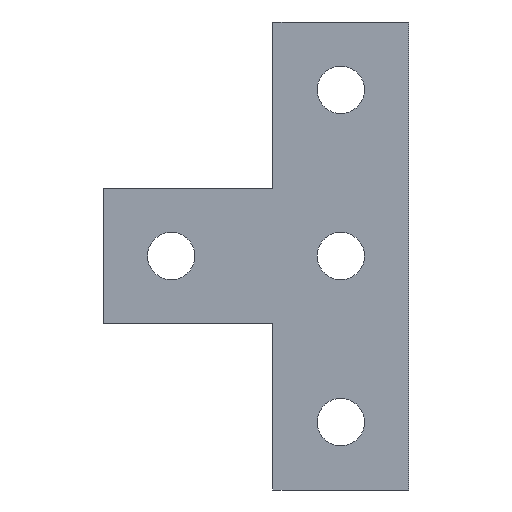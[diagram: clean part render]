
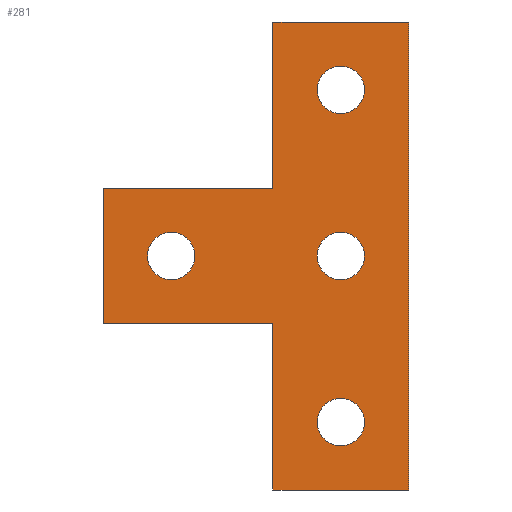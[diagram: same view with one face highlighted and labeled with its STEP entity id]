
A CAD part, front view. The second image highlights one B-rep face of the part: STEP entity #281.
In plain terms, the highlighted planar face has unit normal (0, -1, 0).
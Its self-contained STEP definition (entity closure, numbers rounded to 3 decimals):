
#15=FACE_BOUND('',#62,.T.);
#16=FACE_BOUND('',#63,.T.);
#17=FACE_BOUND('',#64,.T.);
#18=FACE_BOUND('',#65,.T.);
#23=CIRCLE('',#311,7.);
#25=CIRCLE('',#314,7.);
#27=CIRCLE('',#317,7.);
#29=CIRCLE('',#320,7.);
#47=FACE_OUTER_BOUND('',#61,.T.);
#61=EDGE_LOOP('',(#235,#236,#237,#238,#239,#240,#241,#242));
#62=EDGE_LOOP('',(#243));
#63=EDGE_LOOP('',(#244));
#64=EDGE_LOOP('',(#245));
#65=EDGE_LOOP('',(#246));
#73=LINE('',#410,#101);
#75=LINE('',#414,#103);
#80=LINE('',#425,#108);
#82=LINE('',#429,#110);
#90=LINE('',#461,#118);
#93=LINE('',#465,#121);
#96=LINE('',#471,#124);
#98=LINE('',#474,#126);
#101=VECTOR('',#334,10.);
#103=VECTOR('',#338,10.);
#108=VECTOR('',#345,10.);
#110=VECTOR('',#349,10.);
#118=VECTOR('',#383,10.);
#121=VECTOR('',#388,10.);
#124=VECTOR('',#393,10.);
#126=VECTOR('',#397,10.);
#129=VERTEX_POINT('',#407);
#130=VERTEX_POINT('',#409);
#131=VERTEX_POINT('',#413);
#135=VERTEX_POINT('',#422);
#136=VERTEX_POINT('',#424);
#137=VERTEX_POINT('',#428);
#139=VERTEX_POINT('',#434);
#141=VERTEX_POINT('',#440);
#143=VERTEX_POINT('',#446);
#145=VERTEX_POINT('',#452);
#148=VERTEX_POINT('',#460);
#150=VERTEX_POINT('',#469);
#153=EDGE_CURVE('',#129,#130,#73,.T.);
#155=EDGE_CURVE('',#130,#131,#75,.T.);
#160=EDGE_CURVE('',#135,#136,#80,.T.);
#162=EDGE_CURVE('',#136,#137,#82,.T.);
#165=EDGE_CURVE('',#139,#139,#23,.T.);
#168=EDGE_CURVE('',#141,#141,#25,.T.);
#171=EDGE_CURVE('',#143,#143,#27,.T.);
#174=EDGE_CURVE('',#145,#145,#29,.T.);
#178=EDGE_CURVE('',#137,#148,#90,.T.);
#181=EDGE_CURVE('',#131,#135,#93,.T.);
#184=EDGE_CURVE('',#150,#129,#96,.T.);
#186=EDGE_CURVE('',#148,#150,#98,.T.);
#235=ORIENTED_EDGE('',*,*,#153,.F.);
#236=ORIENTED_EDGE('',*,*,#184,.F.);
#237=ORIENTED_EDGE('',*,*,#186,.F.);
#238=ORIENTED_EDGE('',*,*,#178,.F.);
#239=ORIENTED_EDGE('',*,*,#162,.F.);
#240=ORIENTED_EDGE('',*,*,#160,.F.);
#241=ORIENTED_EDGE('',*,*,#181,.F.);
#242=ORIENTED_EDGE('',*,*,#155,.F.);
#243=ORIENTED_EDGE('',*,*,#165,.T.);
#244=ORIENTED_EDGE('',*,*,#168,.T.);
#245=ORIENTED_EDGE('',*,*,#171,.T.);
#246=ORIENTED_EDGE('',*,*,#174,.T.);
#267=PLANE('',#326);
#281=ADVANCED_FACE('',(#47,#15,#16,#17,#18),#267,.F.);
#311=AXIS2_PLACEMENT_3D('',#435,#354,#355);
#314=AXIS2_PLACEMENT_3D('',#441,#361,#362);
#317=AXIS2_PLACEMENT_3D('',#447,#368,#369);
#320=AXIS2_PLACEMENT_3D('',#453,#375,#376);
#326=AXIS2_PLACEMENT_3D('',#475,#398,#399);
#334=DIRECTION('',(0.,0.,1.));
#338=DIRECTION('',(-1.,0.,0.));
#345=DIRECTION('',(1.,0.,0.));
#349=DIRECTION('',(0.,0.,1.));
#354=DIRECTION('center_axis',(0.,1.,0.));
#355=DIRECTION('ref_axis',(1.,0.,0.));
#361=DIRECTION('center_axis',(0.,1.,0.));
#362=DIRECTION('ref_axis',(1.,0.,0.));
#368=DIRECTION('center_axis',(0.,1.,0.));
#369=DIRECTION('ref_axis',(1.,0.,0.));
#375=DIRECTION('center_axis',(0.,1.,0.));
#376=DIRECTION('ref_axis',(1.,0.,0.));
#383=DIRECTION('',(1.,0.,0.));
#388=DIRECTION('',(0.,0.,1.));
#393=DIRECTION('',(-1.,0.,0.));
#397=DIRECTION('',(0.,0.,-1.));
#398=DIRECTION('center_axis',(0.,1.,0.));
#399=DIRECTION('ref_axis',(0.,0.,1.));
#407=CARTESIAN_POINT('',(-40.,0.,-138.));
#409=CARTESIAN_POINT('',(-40.,0.,-89.));
#410=CARTESIAN_POINT('',(-40.,0.,-138.));
#413=CARTESIAN_POINT('',(-90.,0.,-89.));
#414=CARTESIAN_POINT('',(-40.,0.,-89.));
#422=CARTESIAN_POINT('',(-90.,0.,-49.));
#424=CARTESIAN_POINT('',(-40.,0.,-49.));
#425=CARTESIAN_POINT('',(-90.,0.,-49.));
#428=CARTESIAN_POINT('',(-40.,0.,0.));
#429=CARTESIAN_POINT('',(-40.,0.,-49.));
#434=CARTESIAN_POINT('',(-77.,0.,-69.));
#435=CARTESIAN_POINT('Origin',(-70.,0.,-69.));
#440=CARTESIAN_POINT('',(-27.,0.,-118.));
#441=CARTESIAN_POINT('Origin',(-20.,0.,-118.));
#446=CARTESIAN_POINT('',(-27.,0.,-69.));
#447=CARTESIAN_POINT('Origin',(-20.,0.,-69.));
#452=CARTESIAN_POINT('',(-27.,0.,-20.));
#453=CARTESIAN_POINT('Origin',(-20.,0.,-20.));
#460=CARTESIAN_POINT('',(0.,0.,0.));
#461=CARTESIAN_POINT('',(-40.,0.,0.));
#465=CARTESIAN_POINT('',(-90.,0.,-89.));
#469=CARTESIAN_POINT('',(0.,0.,-138.));
#471=CARTESIAN_POINT('',(0.,0.,-138.));
#474=CARTESIAN_POINT('',(0.,0.,0.));
#475=CARTESIAN_POINT('Origin',(-34.254,0.,-69.));
